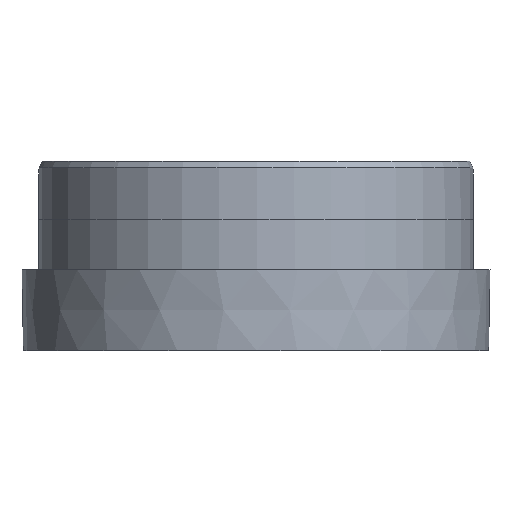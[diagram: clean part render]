
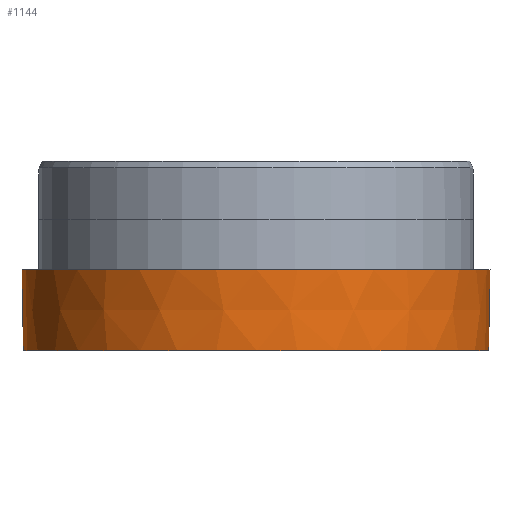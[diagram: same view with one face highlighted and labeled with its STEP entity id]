
A CAD part, left-side view. The second image highlights one B-rep face of the part: STEP entity #1144.
In plain terms, the highlighted conical face has half-angle 1 degrees and reference radius 7 mm.
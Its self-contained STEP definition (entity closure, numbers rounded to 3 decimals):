
#161=FACE_OUTER_BOUND('',#233,.T.);
#233=EDGE_LOOP('',(#922,#923,#924,#925));
#272=LINE('',#1736,#330);
#273=LINE('',#1739,#331);
#330=VECTOR('',#1344,2.42);
#331=VECTOR('',#1347,2.42);
#422=CIRCLE('',#1250,6.958);
#427=CIRCLE('',#1258,7.);
#472=VERTEX_POINT('',#1732);
#473=VERTEX_POINT('',#1733);
#474=VERTEX_POINT('',#1735);
#475=VERTEX_POINT('',#1737);
#585=EDGE_CURVE('',#472,#474,#272,.T.);
#587=EDGE_CURVE('',#473,#475,#273,.T.);
#672=EDGE_CURVE('',#473,#472,#422,.T.);
#677=EDGE_CURVE('',#475,#474,#427,.T.);
#922=ORIENTED_EDGE('',*,*,#585,.F.);
#923=ORIENTED_EDGE('',*,*,#672,.F.);
#924=ORIENTED_EDGE('',*,*,#587,.T.);
#925=ORIENTED_EDGE('',*,*,#677,.T.);
#1099=CONICAL_SURFACE('',#1259,7.,1.);
#1144=ADVANCED_FACE('',(#161),#1099,.T.);
#1250=AXIS2_PLACEMENT_3D('',#1976,#1488,#1489);
#1258=AXIS2_PLACEMENT_3D('',#1984,#1504,#1505);
#1259=AXIS2_PLACEMENT_3D('',#1985,#1506,#1507);
#1344=DIRECTION('',(0.,0.017,1.));
#1347=DIRECTION('',(0.,-0.017,1.));
#1488=DIRECTION('center_axis',(0.,0.,-1.));
#1489=DIRECTION('ref_axis',(0.003,-1.,0.));
#1504=DIRECTION('center_axis',(0.,0.,-1.));
#1505=DIRECTION('ref_axis',(0.003,-1.,0.));
#1506=DIRECTION('center_axis',(0.,0.,1.));
#1507=DIRECTION('ref_axis',(0.003,-1.,0.));
#1732=CARTESIAN_POINT('',(-0.023,6.958,0.71));
#1733=CARTESIAN_POINT('',(0.023,-6.958,0.71));
#1735=CARTESIAN_POINT('',(-0.023,7.,3.13));
#1736=CARTESIAN_POINT('',(-0.023,7.,3.13));
#1737=CARTESIAN_POINT('',(0.023,-7.,3.13));
#1739=CARTESIAN_POINT('',(0.023,-7.,3.13));
#1976=CARTESIAN_POINT('Origin',(0.,0.,
0.71));
#1984=CARTESIAN_POINT('Origin',(0.,0.,
3.13));
#1985=CARTESIAN_POINT('Origin',(0.,0.,
3.13));
